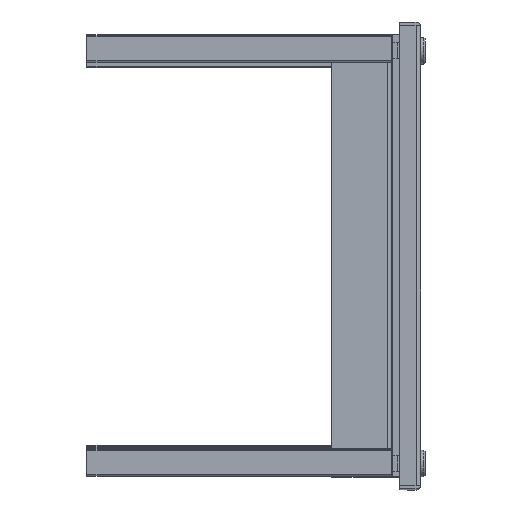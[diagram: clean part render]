
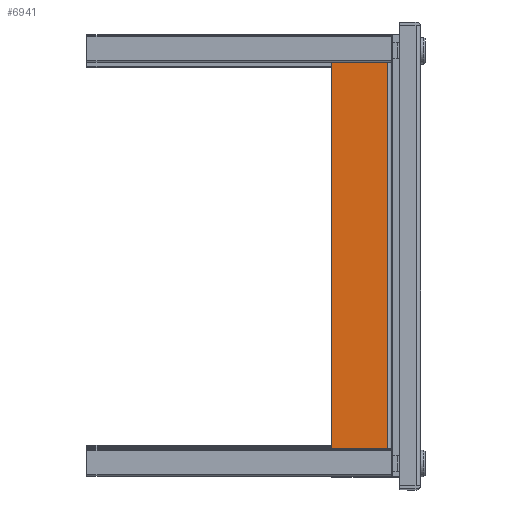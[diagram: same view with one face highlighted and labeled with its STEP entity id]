
A CAD part, top view. The second image highlights one B-rep face of the part: STEP entity #6941.
In plain terms, the highlighted face is planar.
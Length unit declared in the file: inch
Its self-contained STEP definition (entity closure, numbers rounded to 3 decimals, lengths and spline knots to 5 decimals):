
#44 = CARTESIAN_POINT ( 'NONE',  ( -8.137, -7.537, 5.844 ) ) ;
#277 = VECTOR ( 'NONE', #1184, 39.37008 ) ;
#869 = VECTOR ( 'NONE', #9682, 39.37008 ) ;
#1184 = DIRECTION ( 'NONE',  ( 0., 0., 1. ) ) ;
#1954 = DIRECTION ( 'NONE',  ( 0., 0., -1. ) ) ;
#1955 = CARTESIAN_POINT ( 'NONE',  ( -8.137, -7.537, 6.156 ) ) ;
#1962 = AXIS2_PLACEMENT_3D ( 'NONE', #18950, #16524, #25890 ) ;
#2779 = CARTESIAN_POINT ( 'NONE',  ( -8.137, -6.193, -6.156 ) ) ;
#2936 = DIRECTION ( 'NONE',  ( 1., 0., 0. ) ) ;
#4072 = ORIENTED_EDGE ( 'NONE', *, *, #8336, .T. ) ;
#4534 = LINE ( 'NONE', #20400, #22456 ) ;
#5057 = FACE_BOUND ( 'NONE', #5306, .T. ) ;
#5182 = VECTOR ( 'NONE', #29967, 39.37008 ) ;
#5270 = CARTESIAN_POINT ( 'NONE',  ( -8.137, -6.193, -6.5 ) ) ;
#5306 = EDGE_LOOP ( 'NONE', ( #6722, #4072, #8526, #24368 ) ) ;
#5309 = VERTEX_POINT ( 'NONE', #25379 ) ;
#5541 = CARTESIAN_POINT ( 'NONE',  ( -8.137, -6.193, -5.844 ) ) ;
#6722 = ORIENTED_EDGE ( 'NONE', *, *, #18217, .T. ) ;
#6941 = ADVANCED_FACE ( 'NONE', ( #29801, #13853, #5057 ), #22705, .T. ) ;
#7092 = DIRECTION ( 'NONE',  ( 0., 0., -1. ) ) ;
#7126 = DIRECTION ( 'NONE',  ( 0., 1., 0. ) ) ;
#7803 = CARTESIAN_POINT ( 'NONE',  ( -8.137, -7.537, -6. ) ) ;
#8051 = VERTEX_POINT ( 'NONE', #14907 ) ;
#8153 = CARTESIAN_POINT ( 'NONE',  ( -8.137, -6.599, 6. ) ) ;
#8336 = EDGE_CURVE ( 'NONE', #21347, #17475, #28488, .T. ) ;
#8411 = CARTESIAN_POINT ( 'NONE',  ( -8.137, -6.599, -6. ) ) ;
#8526 = ORIENTED_EDGE ( 'NONE', *, *, #29486, .T. ) ;
#9334 = VERTEX_POINT ( 'NONE', #25554 ) ;
#9372 = VERTEX_POINT ( 'NONE', #14172 ) ;
#9436 = ORIENTED_EDGE ( 'NONE', *, *, #29553, .T. ) ;
#9549 = EDGE_CURVE ( 'NONE', #24966, #8051, #17080, .T. ) ;
#9682 = DIRECTION ( 'NONE',  ( 0., 1., 0. ) ) ;
#9899 = LINE ( 'NONE', #5270, #24514 ) ;
#10048 = CARTESIAN_POINT ( 'NONE',  ( -8.137, -6.599, 6.156 ) ) ;
#10071 = EDGE_CURVE ( 'NONE', #8051, #9372, #4534, .T. ) ;
#10258 = CARTESIAN_POINT ( 'NONE',  ( -8.137, -7.835, -6.5 ) ) ;
#10447 = ORIENTED_EDGE ( 'NONE', *, *, #12428, .T. ) ;
#10818 = VECTOR ( 'NONE', #1954, 39.37008 ) ;
#10924 = ORIENTED_EDGE ( 'NONE', *, *, #16104, .T. ) ;
#11539 = CARTESIAN_POINT ( 'NONE',  ( -8.137, -6.193, -6.5 ) ) ;
#12000 = EDGE_CURVE ( 'NONE', #28803, #27330, #25658, .T. ) ;
#12341 = ORIENTED_EDGE ( 'NONE', *, *, #12000, .T. ) ;
#12428 = EDGE_CURVE ( 'NONE', #9334, #24966, #9899, .T. ) ;
#12637 = DIRECTION ( 'NONE',  ( 0., 0., 1. ) ) ;
#12820 = ORIENTED_EDGE ( 'NONE', *, *, #19374, .T. ) ;
#13819 = ORIENTED_EDGE ( 'NONE', *, *, #9549, .T. ) ;
#13853 = FACE_BOUND ( 'NONE', #24217, .T. ) ;
#14097 = LINE ( 'NONE', #5541, #30066 ) ;
#14172 = CARTESIAN_POINT ( 'NONE',  ( -8.137, -6.193, 6.5 ) ) ;
#14217 = VERTEX_POINT ( 'NONE', #21752 ) ;
#14287 = DIRECTION ( 'NONE',  ( 0., -1., 0. ) ) ;
#14451 = DIRECTION ( 'NONE',  ( 0., -1., 0. ) ) ;
#14907 = CARTESIAN_POINT ( 'NONE',  ( -8.137, -7.835, 6.5 ) ) ;
#15870 = VECTOR ( 'NONE', #7126, 39.37008 ) ;
#16104 = EDGE_CURVE ( 'NONE', #5309, #28803, #29369, .T. ) ;
#16452 = CARTESIAN_POINT ( 'NONE',  ( -8.137, -6.599, 5.844 ) ) ;
#16524 = DIRECTION ( 'NONE',  ( 1., 0., 0. ) ) ;
#16552 = CARTESIAN_POINT ( 'NONE',  ( -8.137, -6.599, -6.156 ) ) ;
#16608 = LINE ( 'NONE', #20969, #15870 ) ;
#17080 = LINE ( 'NONE', #10258, #277 ) ;
#17397 = CIRCLE ( 'NONE', #22731, 0.156 ) ;
#17475 = VERTEX_POINT ( 'NONE', #1955 ) ;
#17603 = CIRCLE ( 'NONE', #26141, 0.156 ) ;
#17859 = DIRECTION ( 'NONE',  ( 1., 0., 0. ) ) ;
#18213 = DIRECTION ( 'NONE',  ( 0., 1., 0. ) ) ;
#18217 = EDGE_CURVE ( 'NONE', #19627, #21347, #17603, .T. ) ;
#18299 = CARTESIAN_POINT ( 'NONE',  ( -8.137, -6.193, 6.156 ) ) ;
#18950 = CARTESIAN_POINT ( 'NONE',  ( -8.137, -7.537, 6. ) ) ;
#19374 = EDGE_CURVE ( 'NONE', #27330, #14217, #17397, .T. ) ;
#19627 = VERTEX_POINT ( 'NONE', #16452 ) ;
#20400 = CARTESIAN_POINT ( 'NONE',  ( -8.137, -6.193, 6.5 ) ) ;
#20592 = CARTESIAN_POINT ( 'NONE',  ( -8.137, -7.835, -6.5 ) ) ;
#20634 = CIRCLE ( 'NONE', #1962, 0.156 ) ;
#20969 = CARTESIAN_POINT ( 'NONE',  ( -8.137, -6.193, 5.844 ) ) ;
#21341 = CARTESIAN_POINT ( 'NONE',  ( -8.137, -7.537, -6.156 ) ) ;
#21347 = VERTEX_POINT ( 'NONE', #10048 ) ;
#21752 = CARTESIAN_POINT ( 'NONE',  ( -8.137, -6.599, -5.844 ) ) ;
#22342 = AXIS2_PLACEMENT_3D ( 'NONE', #7803, #2936, #24116 ) ;
#22456 = VECTOR ( 'NONE', #18213, 39.37008 ) ;
#22705 = PLANE ( 'NONE',  #28540 ) ;
#22731 = AXIS2_PLACEMENT_3D ( 'NONE', #8411, #17859, #29340 ) ;
#23730 = ORIENTED_EDGE ( 'NONE', *, *, #27061, .T. ) ;
#24116 = DIRECTION ( 'NONE',  ( 0., 0., 1. ) ) ;
#24217 = EDGE_LOOP ( 'NONE', ( #12341, #12820, #23730, #10924 ) ) ;
#24368 = ORIENTED_EDGE ( 'NONE', *, *, #27646, .T. ) ;
#24463 = DIRECTION ( 'NONE',  ( 1., 0., 0. ) ) ;
#24514 = VECTOR ( 'NONE', #14287, 39.37008 ) ;
#24966 = VERTEX_POINT ( 'NONE', #20592 ) ;
#25379 = CARTESIAN_POINT ( 'NONE',  ( -8.137, -7.537, -5.844 ) ) ;
#25554 = CARTESIAN_POINT ( 'NONE',  ( -8.137, -6.193, -6.5 ) ) ;
#25643 = DIRECTION ( 'NONE',  ( -1., 0., 0. ) ) ;
#25658 = LINE ( 'NONE', #2779, #869 ) ;
#25734 = LINE ( 'NONE', #11539, #10818 ) ;
#25890 = DIRECTION ( 'NONE',  ( 0., 0., 1. ) ) ;
#26121 = VERTEX_POINT ( 'NONE', #44 ) ;
#26141 = AXIS2_PLACEMENT_3D ( 'NONE', #8153, #24463, #12637 ) ;
#26433 = ORIENTED_EDGE ( 'NONE', *, *, #10071, .T. ) ;
#27061 = EDGE_CURVE ( 'NONE', #14217, #5309, #14097, .T. ) ;
#27330 = VERTEX_POINT ( 'NONE', #16552 ) ;
#27646 = EDGE_CURVE ( 'NONE', #26121, #19627, #16608, .T. ) ;
#27749 = CARTESIAN_POINT ( 'NONE',  ( -8.137, -6.193, -6.5 ) ) ;
#28488 = LINE ( 'NONE', #18299, #5182 ) ;
#28540 = AXIS2_PLACEMENT_3D ( 'NONE', #27749, #25643, #7092 ) ;
#28803 = VERTEX_POINT ( 'NONE', #21341 ) ;
#29340 = DIRECTION ( 'NONE',  ( 0., 0., 1. ) ) ;
#29369 = CIRCLE ( 'NONE', #22342, 0.156 ) ;
#29486 = EDGE_CURVE ( 'NONE', #17475, #26121, #20634, .T. ) ;
#29553 = EDGE_CURVE ( 'NONE', #9372, #9334, #25734, .T. ) ;
#29616 = EDGE_LOOP ( 'NONE', ( #10447, #13819, #26433, #9436 ) ) ;
#29801 = FACE_OUTER_BOUND ( 'NONE', #29616, .T. ) ;
#29967 = DIRECTION ( 'NONE',  ( 0., -1., 0. ) ) ;
#30066 = VECTOR ( 'NONE', #14451, 39.37008 ) ;
